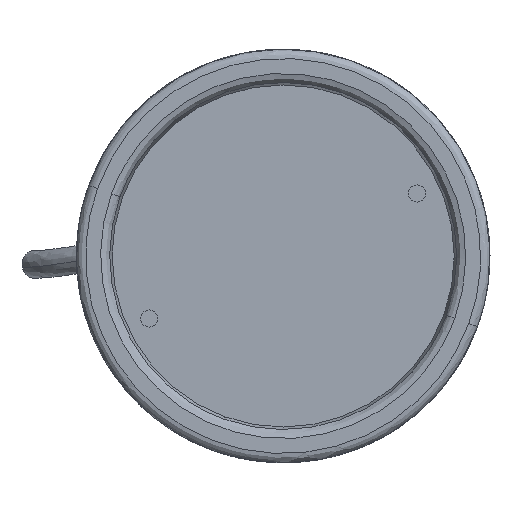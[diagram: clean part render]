
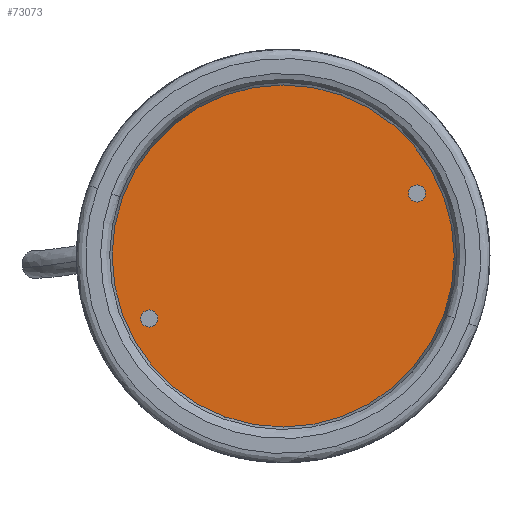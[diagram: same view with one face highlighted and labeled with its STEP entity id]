
A CAD part, front view. The second image highlights one B-rep face of the part: STEP entity #73073.
In plain terms, the highlighted planar face has unit normal (0, -1, 0).
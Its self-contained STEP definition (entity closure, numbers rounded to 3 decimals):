
#1448 = CIRCLE ( 'NONE', #64674, 2.75 ) ;
#4624 = FACE_BOUND ( 'NONE', #6265, .T. ) ;
#4744 = VERTEX_POINT ( 'NONE', #12343 ) ;
#5385 = ORIENTED_EDGE ( 'NONE', *, *, #36886, .F. ) ;
#6265 = EDGE_LOOP ( 'NONE', ( #10556, #28056 ) ) ;
#9551 = VERTEX_POINT ( 'NONE', #51479 ) ;
#10154 = DIRECTION ( 'NONE',  ( 0., 1., 0. ) ) ;
#10556 = ORIENTED_EDGE ( 'NONE', *, *, #64130, .F. ) ;
#10746 = AXIS2_PLACEMENT_3D ( 'NONE', #24001, #29534, #47343 ) ;
#10930 = FACE_OUTER_BOUND ( 'NONE', #27200, .T. ) ;
#12343 = CARTESIAN_POINT ( 'NONE',  ( 0., 5.2, -55. ) ) ;
#13224 = ORIENTED_EDGE ( 'NONE', *, *, #21754, .T. ) ;
#14595 = DIRECTION ( 'NONE',  ( 0., -1., 0. ) ) ;
#16956 = VERTEX_POINT ( 'NONE', #23538 ) ;
#17254 = DIRECTION ( 'NONE',  ( 1., 0., 0. ) ) ;
#18549 = EDGE_CURVE ( 'NONE', #16956, #70097, #1448, .T. ) ;
#18671 = CARTESIAN_POINT ( 'NONE',  ( 36.338, 5.2, 33.588 ) ) ;
#19452 = CIRCLE ( 'NONE', #61179, 2.75 ) ;
#21754 = EDGE_CURVE ( 'NONE', #9551, #4744, #61117, .T. ) ;
#22623 = CARTESIAN_POINT ( 'NONE',  ( -30.838, 5.2, -33.588 ) ) ;
#22878 = DIRECTION ( 'NONE',  ( 0., -1., 0. ) ) ;
#23538 = CARTESIAN_POINT ( 'NONE',  ( -36.338, 5.2, -33.588 ) ) ;
#23881 = ORIENTED_EDGE ( 'NONE', *, *, #70533, .T. ) ;
#24001 = CARTESIAN_POINT ( 'NONE',  ( 0., 5.2, 0. ) ) ;
#27200 = EDGE_LOOP ( 'NONE', ( #23881, #13224 ) ) ;
#28056 = ORIENTED_EDGE ( 'NONE', *, *, #73179, .F. ) ;
#29534 = DIRECTION ( 'NONE',  ( 0., -1., 0. ) ) ;
#32404 = CARTESIAN_POINT ( 'NONE',  ( -33.588, 5.2, -33.588 ) ) ;
#34931 = CARTESIAN_POINT ( 'NONE',  ( 33.588, 5.2, 33.588 ) ) ;
#35763 = AXIS2_PLACEMENT_3D ( 'NONE', #64858, #22878, #70772 ) ;
#36157 = AXIS2_PLACEMENT_3D ( 'NONE', #54450, #60405, #17254 ) ;
#36886 = EDGE_CURVE ( 'NONE', #70097, #16956, #44620, .T. ) ;
#37615 = VERTEX_POINT ( 'NONE', #55762 ) ;
#38107 = CARTESIAN_POINT ( 'NONE',  ( -33.588, 5.2, -33.588 ) ) ;
#38379 = VERTEX_POINT ( 'NONE', #18671 ) ;
#39816 = DIRECTION ( 'NONE',  ( 0., 0., 1. ) ) ;
#41620 = DIRECTION ( 'NONE',  ( 0., -1., 0. ) ) ;
#44620 = CIRCLE ( 'NONE', #45885, 2.75 ) ;
#45885 = AXIS2_PLACEMENT_3D ( 'NONE', #38107, #62282, #56325 ) ;
#46811 = DIRECTION ( 'NONE',  ( 1., 0., 0. ) ) ;
#47343 = DIRECTION ( 'NONE',  ( 0., 0., -1. ) ) ;
#51479 = CARTESIAN_POINT ( 'NONE',  ( 0., 5.2, 55. ) ) ;
#54450 = CARTESIAN_POINT ( 'NONE',  ( 33.588, 5.2, 33.588 ) ) ;
#55762 = CARTESIAN_POINT ( 'NONE',  ( 30.838, 5.2, 33.588 ) ) ;
#56325 = DIRECTION ( 'NONE',  ( 1., 0., 0. ) ) ;
#56555 = DIRECTION ( 'NONE',  ( 1., 0., 0. ) ) ;
#58070 = EDGE_LOOP ( 'NONE', ( #5385, #74573 ) ) ;
#58440 = PLANE ( 'NONE',  #71592 ) ;
#58827 = FACE_BOUND ( 'NONE', #58070, .T. ) ;
#60198 = CIRCLE ( 'NONE', #36157, 2.75 ) ;
#60405 = DIRECTION ( 'NONE',  ( 0., -1., 0. ) ) ;
#61117 = CIRCLE ( 'NONE', #35763, 55. ) ;
#61179 = AXIS2_PLACEMENT_3D ( 'NONE', #34931, #41620, #46811 ) ;
#62282 = DIRECTION ( 'NONE',  ( 0., -1., 0. ) ) ;
#62570 = CIRCLE ( 'NONE', #10746, 55. ) ;
#64130 = EDGE_CURVE ( 'NONE', #38379, #37615, #19452, .T. ) ;
#64395 = CARTESIAN_POINT ( 'NONE',  ( -110., 5.2, -110. ) ) ;
#64674 = AXIS2_PLACEMENT_3D ( 'NONE', #32404, #14595, #56555 ) ;
#64858 = CARTESIAN_POINT ( 'NONE',  ( 0., 5.2, 0. ) ) ;
#70097 = VERTEX_POINT ( 'NONE', #22623 ) ;
#70533 = EDGE_CURVE ( 'NONE', #4744, #9551, #62570, .T. ) ;
#70772 = DIRECTION ( 'NONE',  ( 0., 0., -1. ) ) ;
#71592 = AXIS2_PLACEMENT_3D ( 'NONE', #64395, #10154, #39816 ) ;
#73073 = ADVANCED_FACE ( 'NONE', ( #4624, #58827, #10930 ), #58440, .F. ) ;
#73179 = EDGE_CURVE ( 'NONE', #37615, #38379, #60198, .T. ) ;
#74573 = ORIENTED_EDGE ( 'NONE', *, *, #18549, .F. ) ;
